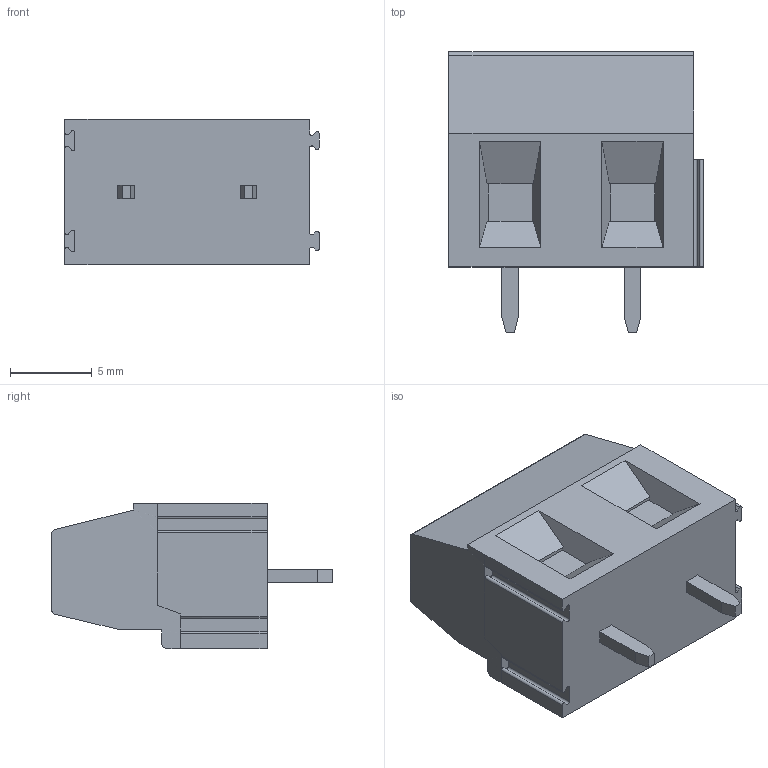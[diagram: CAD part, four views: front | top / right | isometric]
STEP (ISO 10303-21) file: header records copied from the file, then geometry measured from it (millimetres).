
FILE_DESCRIPTION(('STEP AP214'),'1');
FILE_NAME('MVS172-7.5-V.stp','2015-11-23T08:50:42',(' '),(' '),'Spatial InterOp 3D',' ',' ');
FILE_SCHEMA(('automotive_design'));
Length unit declared in the file: metre
Products named in the file (1): 1
Bounding box: 15.58 x 17.2 x 8.9 mm (x, y, z)
Volume: 1436 mm3; surface area: 1026.6 mm2
Topology: 1 solids, 1 shells, 124 faces, 334 edges, 222 vertices
Faces by surface type: plane 97, cylinder 25, cone 2
Entity records: 4845 total; most frequent: CARTESIAN_POINT 733, ORIENTED_EDGE 660, DIRECTION 608, EDGE_CURVE 330, LINE 254, VECTOR 254, VERTEX_POINT 220, AXIS2_PLACEMENT_3D 177
